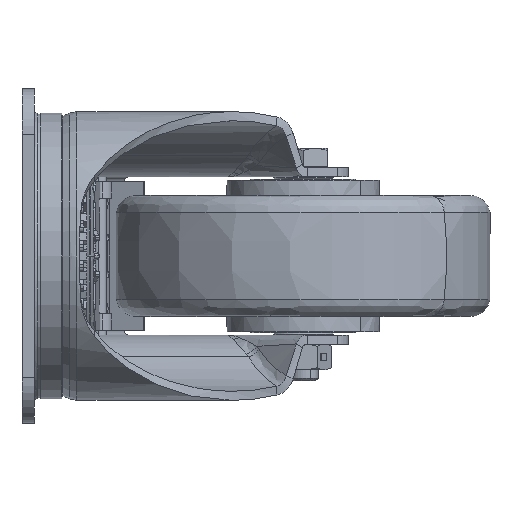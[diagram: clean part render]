
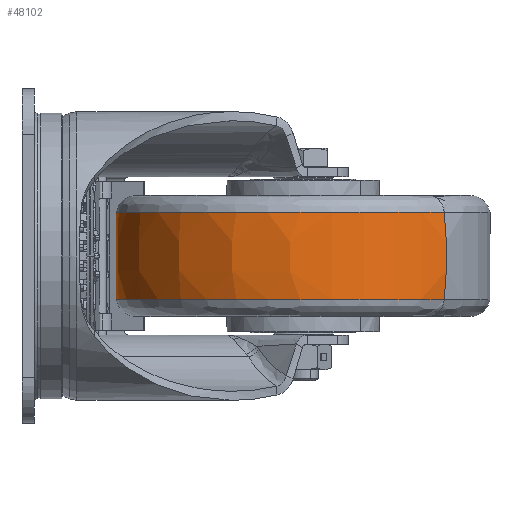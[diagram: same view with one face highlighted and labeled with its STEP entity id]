
A CAD part, left-side view. The second image highlights one B-rep face of the part: STEP entity #48102.
In plain terms, the highlighted free-form (B-spline) face has degree [3, 3] with [4, 4] control points.
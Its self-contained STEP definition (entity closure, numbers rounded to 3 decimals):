
#3336 = ORIENTED_EDGE ( 'NONE', *, *, #26231, .T. ) ;
#5037 = CARTESIAN_POINT ( 'NONE',  ( 3.789, -139.948, -4.812 ) ) ;
#5249 = AXIS2_PLACEMENT_3D ( 'NONE', #43083, #43134, #43610 ) ;
#6197 = VERTEX_POINT ( 'NONE', #46312 ) ;
#7291 = CARTESIAN_POINT ( 'NONE',  ( 4.694, -138.907, 14.337 ) ) ;
#10191 = FACE_OUTER_BOUND ( 'NONE', #35128, .T. ) ;
#10256 = CARTESIAN_POINT ( 'NONE',  ( 4.694, -138.907, -14.337 ) ) ;
#10479 = CARTESIAN_POINT ( 'NONE',  ( -8.686, 37.371, -4.812 ) ) ;
#12961 = EDGE_CURVE ( 'NONE', #6197, #46662, #68119, .T. ) ;
#15872 = CARTESIAN_POINT ( 'NONE',  ( 3.789, -139.948, 4.812 ) ) ;
#18531 = AXIS2_PLACEMENT_3D ( 'NONE', #57369, #25169, #62707 ) ;
#19327 = CARTESIAN_POINT ( 'NONE',  ( 4.694, -138.907, -14.337 ) ) ;
#20435 = ORIENTED_EDGE ( 'NONE', *, *, #37283, .T. ) ;
#21231 = CARTESIAN_POINT ( 'NONE',  ( -8.686, 37.371, 4.812 ) ) ;
#21502 = VERTEX_POINT ( 'NONE', #7291 ) ;
#24421 = CARTESIAN_POINT ( 'NONE',  ( 45., -92.5, -14.337 ) ) ;
#24483 = DIRECTION ( 'NONE',  ( 0., 0., -1. ) ) ;
#25169 = DIRECTION ( 'NONE',  ( -0.755, 0.656, 0. ) ) ;
#26231 = EDGE_CURVE ( 'NONE', #43943, #21502, #36840, .T. ) ;
#26577 = CARTESIAN_POINT ( 'NONE',  ( 4.694, -138.907, 14.337 ) ) ;
#27472 = CARTESIAN_POINT ( 'NONE',  ( 85.306, -46.093, 14.337 ) ) ;
#29787 = DIRECTION ( 'NONE',  ( -0.656, -0.755, 0. ) ) ;
#31745 = CARTESIAN_POINT ( 'NONE',  ( -88.12, -58.294, -14.337 ) ) ;
#31980 = CARTESIAN_POINT ( 'NONE',  ( -7.507, 34.519, 14.337 ) ) ;
#35128 = EDGE_LOOP ( 'NONE', ( #62222, #20435, #3336, #69501 ) ) ;
#35754 = AXIS2_PLACEMENT_3D ( 'NONE', #24421, #61965, #29787 ) ;
#36840 = CIRCLE ( 'NONE', #18531, 100. ) ;
#37109 = CARTESIAN_POINT ( 'NONE',  ( 85.306, -46.093, -14.337 ) ) ;
#37283 = EDGE_CURVE ( 'NONE', #6197, #43943, #69275, .T. ) ;
#42459 = CARTESIAN_POINT ( 'NONE',  ( -91.108, -57.526, -4.812 ) ) ;
#43083 = CARTESIAN_POINT ( 'NONE',  ( 20.41, -120.812, 0. ) ) ;
#43134 = DIRECTION ( 'NONE',  ( 0.755, -0.656, 0. ) ) ;
#43610 = DIRECTION ( 'NONE',  ( 0.656, 0.755, 0. ) ) ;
#43943 = VERTEX_POINT ( 'NONE', #19327 ) ;
#46312 = CARTESIAN_POINT ( 'NONE',  ( 85.306, -46.093, -14.337 ) ) ;
#46662 = VERTEX_POINT ( 'NONE', #27472 ) ;
#47909 = CARTESIAN_POINT ( 'NONE',  ( 86.211, -45.052, -4.812 ) ) ;
#48102 = ADVANCED_FACE ( 'NONE', ( #10191 ), #69355, .T. ) ;
#53381 = CARTESIAN_POINT ( 'NONE',  ( -91.108, -57.526, 4.812 ) ) ;
#56681 = CARTESIAN_POINT ( 'NONE',  ( 45., -92.5, 14.337 ) ) ;
#57369 = CARTESIAN_POINT ( 'NONE',  ( 69.59, -64.188, 0. ) ) ;
#58788 = CARTESIAN_POINT ( 'NONE',  ( 86.211, -45.052, 4.812 ) ) ;
#60014 = EDGE_CURVE ( 'NONE', #21502, #46662, #68455, .T. ) ;
#61965 = DIRECTION ( 'NONE',  ( 0., 0., 1. ) ) ;
#62029 = DIRECTION ( 'NONE',  ( -0.656, -0.755, 0. ) ) ;
#62222 = ORIENTED_EDGE ( 'NONE', *, *, #12961, .F. ) ;
#62707 = DIRECTION ( 'NONE',  ( -0.656, -0.755, 0. ) ) ;
#64160 = CARTESIAN_POINT ( 'NONE',  ( -88.12, -58.294, 14.337 ) ) ;
#68119 = CIRCLE ( 'NONE', #5249, 100. ) ;
#68455 = CIRCLE ( 'NONE', #69326, 61.467 ) ;
#69275 = CIRCLE ( 'NONE', #35754, 61.467 ) ;
#69284 = CARTESIAN_POINT ( 'NONE',  ( -7.507, 34.519, -14.337 ) ) ;
#69326 = AXIS2_PLACEMENT_3D ( 'NONE', #56681, #24483, #62029 ) ;
#69355 =( BOUNDED_SURFACE ( )  B_SPLINE_SURFACE ( 3, 3, ( 
 ( #10256, #31745, #69284, #37109 ),
 ( #5037, #42459, #10479, #47909 ),
 ( #15872, #53381, #21231, #58788 ),
 ( #26577, #64160, #31980, #69516 ) ),
 .UNSPECIFIED., .F., .F., .F. ) 
 B_SPLINE_SURFACE_WITH_KNOTS ( ( 4, 4 ),
 ( 4, 4 ),
 ( 0., 1. ),
 ( 0., 1. ),
 .UNSPECIFIED. ) 
 GEOMETRIC_REPRESENTATION_ITEM ( )  RATIONAL_B_SPLINE_SURFACE ( (
 ( 1., 0.333, 0.333, 1.),
 ( 0.993, 0.331, 0.331, 0.993),
 ( 0.993, 0.331, 0.331, 0.993),
 ( 1., 0.333, 0.333, 1.) ) ) 
 REPRESENTATION_ITEM ( '' )  SURFACE ( )  );
#69501 = ORIENTED_EDGE ( 'NONE', *, *, #60014, .T. ) ;
#69516 = CARTESIAN_POINT ( 'NONE',  ( 85.306, -46.093, 14.337 ) ) ;
